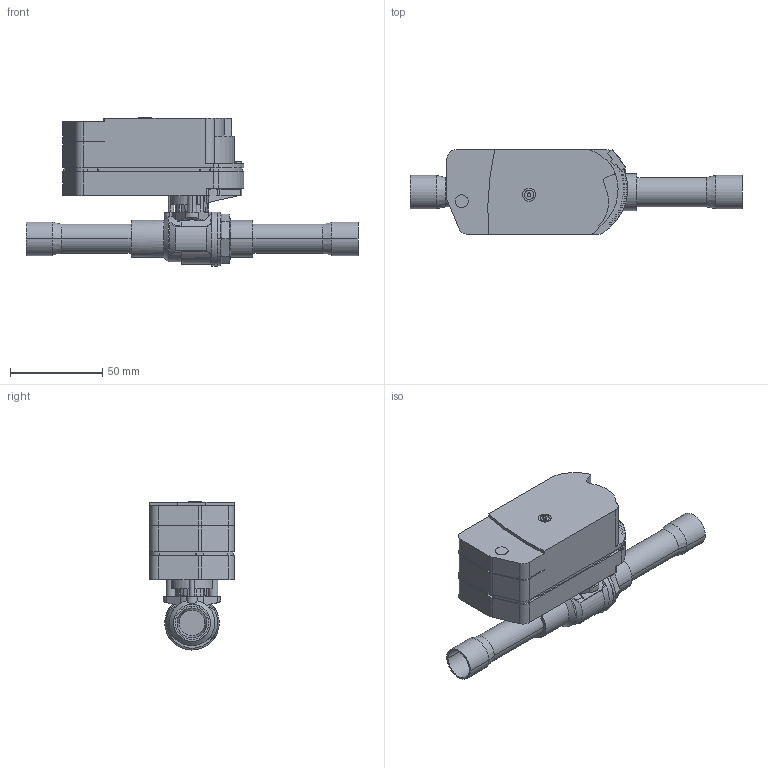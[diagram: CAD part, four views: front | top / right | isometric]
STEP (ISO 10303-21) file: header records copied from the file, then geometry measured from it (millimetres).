
FILE_DESCRIPTION((''),'2;1');
FILE_NAME('ATTUATORE2_VALVOLA_EXR20D16D16','2023-07-07T09:18:28',('massimo'),('ZETA 4'),'CREO PARAMETRIC BY PTC INC, 2022162','CREO PARAMETRIC BY PTC INC, 2022162','');
FILE_SCHEMA(('AUTOMOTIVE_DESIGN { 1 0 10303 214 1 1 1 1 }'));
Length unit declared in the file: millimetre
Products named in the file (1): ATTUATORE2_VALVOLA_EXR20D16D16
Bounding box: 180 x 46 x 80.3 mm (x, y, z)
Volume: 216435.8 mm3; surface area: 39378.1 mm2
Topology: 1 solids, 1 shells, 606 faces, 1693 edges, 1103 vertices
Faces by surface type: plane 458, cylinder 112, cone 35, torus 1
Entity records: 23366 total; most frequent: CARTESIAN_POINT 3873, ORIENTED_EDGE 3386, DIRECTION 3107, EDGE_CURVE 1693, VECTOR 1331, LINE 1331, VERTEX_POINT 1103, AXIS2_PLACEMENT_3D 888
